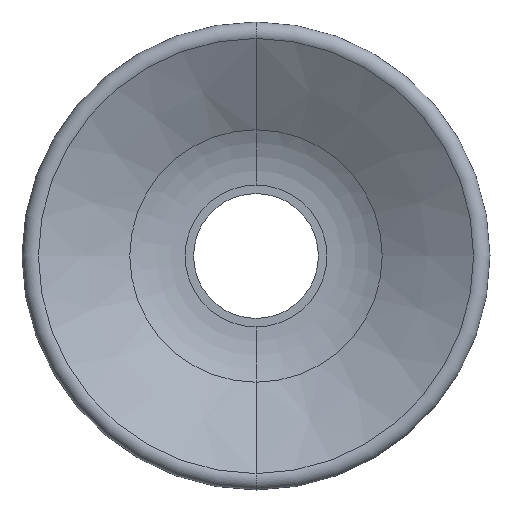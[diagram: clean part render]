
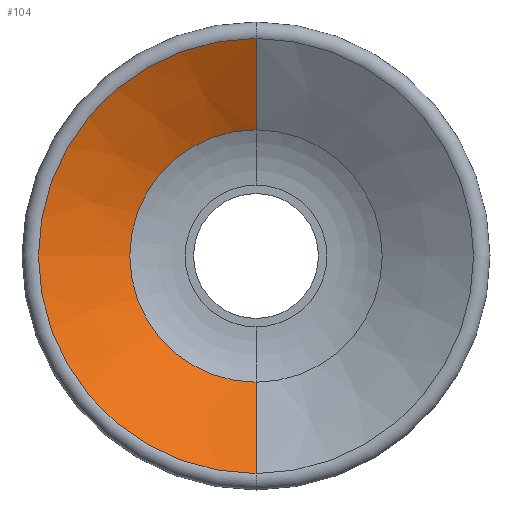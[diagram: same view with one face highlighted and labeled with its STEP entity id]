
A CAD part, front view. The second image highlights one B-rep face of the part: STEP entity #104.
In plain terms, the highlighted conical face has half-angle 59.566 degrees and reference radius 4.046 mm.
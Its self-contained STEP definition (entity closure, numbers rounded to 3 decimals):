
#104=ADVANCED_FACE('',(#266),#267,.F.);
#266=FACE_OUTER_BOUND('',#484,.T.);
#267=CONICAL_SURFACE('',#485,4.046,1.04);
#484=EDGE_LOOP('',(#3941,#3942,#3943,#3944));
#485=AXIS2_PLACEMENT_3D('',#3945,#3946,#3947);
#3941=ORIENTED_EDGE('',*,*,#4453,.T.);
#3942=ORIENTED_EDGE('',*,*,#4454,.T.);
#3943=ORIENTED_EDGE('',*,*,#4455,.F.);
#3944=ORIENTED_EDGE('',*,*,#4456,.F.);
#3945=CARTESIAN_POINT('',(0.0,-9.232,0.0));
#3946=DIRECTION('',(0.0,-1.0,-0.0));
#3947=DIRECTION('',(0.0,0.0,-1.0));
#4453=EDGE_CURVE('',#4743,#4744,#4745,.T.);
#4454=EDGE_CURVE('',#4744,#4737,#4746,.T.);
#4455=EDGE_CURVE('',#4738,#4737,#4747,.T.);
#4456=EDGE_CURVE('',#4743,#4738,#4748,.T.);
#4737=VERTEX_POINT('',#5526);
#4738=VERTEX_POINT('',#5527);
#4743=VERTEX_POINT('',#5532);
#4744=VERTEX_POINT('',#5533);
#4745=CIRCLE('',#5534,4.046);
#4746=LINE('',#5535,#5536);
#4747=CIRCLE('',#5537,6.973);
#4748=LINE('',#5538,#5539);
#5526=CARTESIAN_POINT('',(0.,-10.952,6.973));
#5527=CARTESIAN_POINT('',(0.0,-10.952,-6.973));
#5532=CARTESIAN_POINT('',(0.,-9.232,-4.046));
#5533=CARTESIAN_POINT('',(0.0,-9.232,4.046));
#5534=AXIS2_PLACEMENT_3D('',#6804,#6805,#6806);
#5535=CARTESIAN_POINT('',(0.,-9.232,4.046));
#5536=VECTOR('',#6807,1000.0);
#5537=AXIS2_PLACEMENT_3D('',#6808,#6809,#6810);
#5538=CARTESIAN_POINT('',(0.0,-9.232,-4.046));
#5539=VECTOR('',#6811,1000.0);
#6804=CARTESIAN_POINT('',(0.0,-9.232,0.0));
#6805=DIRECTION('',(0.0,1.0,0.0));
#6806=DIRECTION('',(0.0,0.0,1.0));
#6807=DIRECTION('',(0.,-0.507,0.862));
#6808=CARTESIAN_POINT('',(0.0,-10.952,0.0));
#6809=DIRECTION('',(0.0,1.0,0.0));
#6810=DIRECTION('',(0.0,0.0,1.0));
#6811=DIRECTION('',(0.0,-0.507,-0.862));
